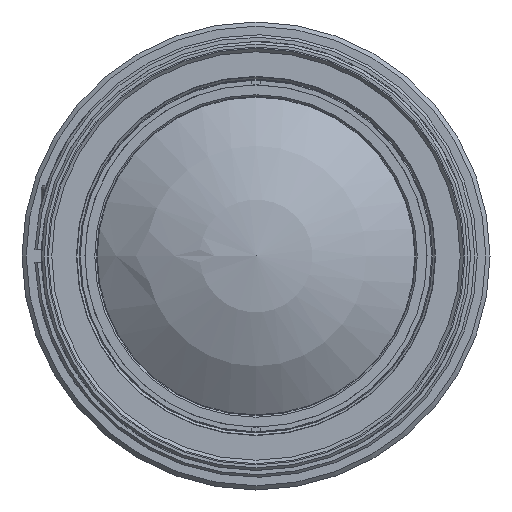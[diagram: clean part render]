
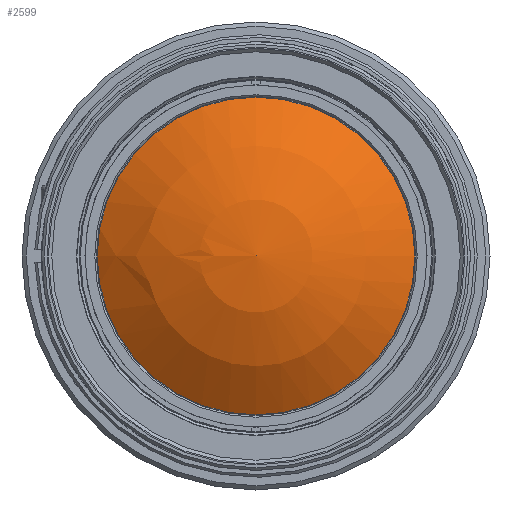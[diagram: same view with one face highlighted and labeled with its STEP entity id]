
A CAD part, left-side view. The second image highlights one B-rep face of the part: STEP entity #2599.
In plain terms, the highlighted spherical face has radius 30.68 mm.
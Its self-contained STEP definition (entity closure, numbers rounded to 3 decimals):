
#114=SPHERICAL_SURFACE('',#11090,30.68);
#1142=FACE_OUTER_BOUND('',#3739,.T.);
#2599=ADVANCED_FACE('',(#1142),#114,.T.);
#3739=EDGE_LOOP('',(#5484));
#5484=ORIENTED_EDGE('',*,*,#8547,.T.);
#7205=VERTEX_POINT('',#13503);
#8547=EDGE_CURVE('',#7205,#7205,#10099,.T.);
#10099=CIRCLE('',#10519,18.672);
#10519=AXIS2_PLACEMENT_3D('',#13502,#11456,#11457);
#11090=AXIS2_PLACEMENT_3D('',#15815,#12904,#12905);
#11456=DIRECTION('',(-1.,0.,0.));
#11457=DIRECTION('',(0.,0.,-1.));
#12904=DIRECTION('',(1.,0.,0.));
#12905=DIRECTION('',(0.,1.,0.));
#13502=CARTESIAN_POINT('',(-152.876,0.,0.));
#13503=CARTESIAN_POINT('',(-152.876,0.,-18.672));
#15815=CARTESIAN_POINT('',(-128.532,0.,0.));
